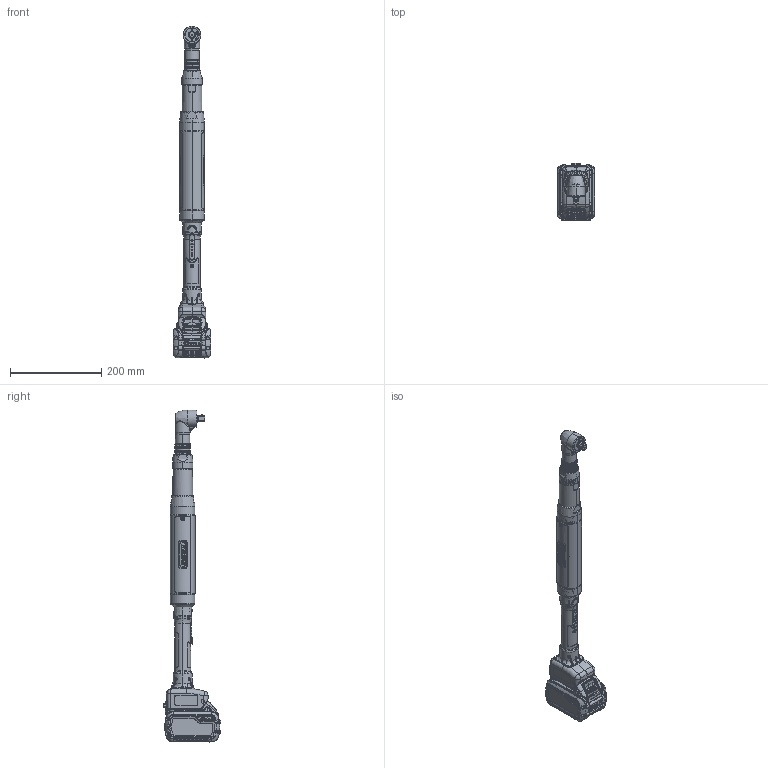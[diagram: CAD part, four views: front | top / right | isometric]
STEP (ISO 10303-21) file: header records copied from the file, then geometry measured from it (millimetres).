
FILE_DESCRIPTION((''),'2;1');
FILE_NAME('SW_SW0001','2018-08-07T',('TAS0721'),(''),'PRO/ENGINEER BY PARAMETRIC TECHNOLOGY CORPORATION, 2016360','PRO/ENGINEER BY PARAMETRIC TECHNOLOGY CORPORATION, 2016360','');
FILE_SCHEMA(('CONFIG_CONTROL_DESIGN'));
Products named in the file (1): SW_SW0001
Bounding box: 82 x 126.5 x 727.02 mm (x, y, z)
Surface area: 315981.8 mm2 (no closed solid volume)
Topology: 0 solids, 756 shells, 2869 faces, 15800 edges, 13391 vertices
Faces by surface type: cylinder 905, plane 790, bspline 656, cone 279, torus 140, extrusion 93, sphere 6
Entity records: 232211 total; most frequent: CARTESIAN_POINT 128998, ORIENTED_EDGE 19309, DIRECTION 15962, EDGE_CURVE 15794, VERTEX_POINT 13391, B_SPLINE_CURVE_WITH_KNOTS 7165, VECTOR 5908, LINE 5815
